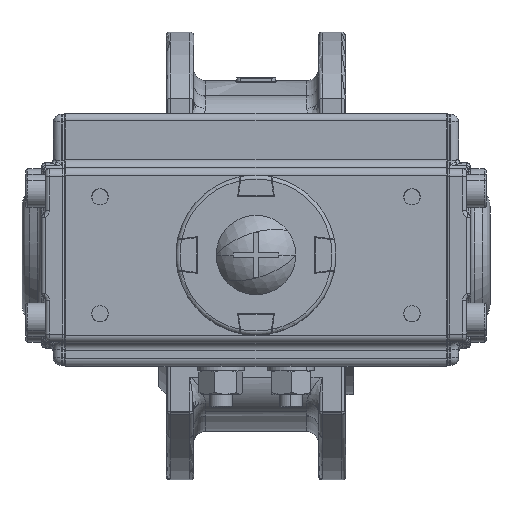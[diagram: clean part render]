
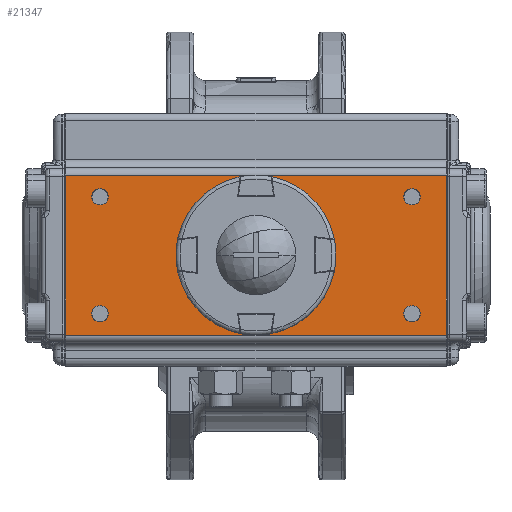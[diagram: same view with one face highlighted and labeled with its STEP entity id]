
A CAD part, top view. The second image highlights one B-rep face of the part: STEP entity #21347.
In plain terms, the highlighted planar face has unit normal (0, 0, 1).
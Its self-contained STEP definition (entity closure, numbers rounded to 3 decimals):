
#21208=CARTESIAN_POINT('',(48.983,22.5,122.));
#21209=DIRECTION('',(-0.,0.,-1.));
#21210=DIRECTION('',(0.,1.,0.));
#21211=AXIS2_PLACEMENT_3D('',#21208,#21209,#21210);
#21212=PLANE('',#21211);
#21213=CARTESIAN_POINT('',(-37.917,-15.,122.));
#21214=VERTEX_POINT('',#21213);
#21215=CARTESIAN_POINT('',(-42.117,-15.,122.));
#21216=VERTEX_POINT('',#21215);
#21217=CARTESIAN_POINT('',(-40.017,-15.,122.));
#21218=DIRECTION('',(0.,-0.,1.));
#21219=DIRECTION('',(1.,-0.,-0.));
#21220=AXIS2_PLACEMENT_3D('',#21217,#21218,#21219);
#21221=CIRCLE('',#21220,2.1);
#21222=EDGE_CURVE('NONE',#21214,#21216,#21221,.T.);
#21223=ORIENTED_EDGE('',*,*,#21222,.F.);
#21224=CARTESIAN_POINT('',(-40.017,-15.,122.));
#21225=DIRECTION('',(0.,-0.,1.));
#21226=DIRECTION('',(1.,-0.,-0.));
#21227=AXIS2_PLACEMENT_3D('',#21224,#21225,#21226);
#21228=CIRCLE('',#21227,2.1);
#21229=EDGE_CURVE('NONE',#21216,#21214,#21228,.T.);
#21230=ORIENTED_EDGE('',*,*,#21229,.F.);
#21231=EDGE_LOOP('',(#21223,#21230));
#21232=FACE_BOUND('',#21231,.T.);
#21233=CARTESIAN_POINT('',(-37.917,15.,122.));
#21234=VERTEX_POINT('',#21233);
#21235=CARTESIAN_POINT('',(-42.117,15.,122.));
#21236=VERTEX_POINT('',#21235);
#21237=CARTESIAN_POINT('',(-40.017,15.,122.));
#21238=DIRECTION('',(0.,-0.,1.));
#21239=DIRECTION('',(1.,-0.,-0.));
#21240=AXIS2_PLACEMENT_3D('',#21237,#21238,#21239);
#21241=CIRCLE('',#21240,2.1);
#21242=EDGE_CURVE('NONE',#21234,#21236,#21241,.T.);
#21243=ORIENTED_EDGE('',*,*,#21242,.F.);
#21244=CARTESIAN_POINT('',(-40.017,15.,122.));
#21245=DIRECTION('',(0.,-0.,1.));
#21246=DIRECTION('',(1.,-0.,-0.));
#21247=AXIS2_PLACEMENT_3D('',#21244,#21245,#21246);
#21248=CIRCLE('',#21247,2.1);
#21249=EDGE_CURVE('NONE',#21236,#21234,#21248,.T.);
#21250=ORIENTED_EDGE('',*,*,#21249,.F.);
#21251=EDGE_LOOP('',(#21243,#21250));
#21252=FACE_BOUND('',#21251,.T.);
#21253=CARTESIAN_POINT('',(42.083,15.,122.));
#21254=VERTEX_POINT('',#21253);
#21255=CARTESIAN_POINT('',(37.883,15.,122.));
#21256=VERTEX_POINT('',#21255);
#21257=CARTESIAN_POINT('',(39.983,15.,122.));
#21258=DIRECTION('',(0.,-0.,1.));
#21259=DIRECTION('',(1.,-0.,-0.));
#21260=AXIS2_PLACEMENT_3D('',#21257,#21258,#21259);
#21261=CIRCLE('',#21260,2.1);
#21262=EDGE_CURVE('NONE',#21254,#21256,#21261,.T.);
#21263=ORIENTED_EDGE('',*,*,#21262,.F.);
#21264=CARTESIAN_POINT('',(39.983,15.,122.));
#21265=DIRECTION('',(0.,-0.,1.));
#21266=DIRECTION('',(1.,-0.,-0.));
#21267=AXIS2_PLACEMENT_3D('',#21264,#21265,#21266);
#21268=CIRCLE('',#21267,2.1);
#21269=EDGE_CURVE('NONE',#21256,#21254,#21268,.T.);
#21270=ORIENTED_EDGE('',*,*,#21269,.F.);
#21271=EDGE_LOOP('',(#21263,#21270));
#21272=FACE_BOUND('',#21271,.T.);
#21273=CARTESIAN_POINT('',(42.083,-15.,122.));
#21274=VERTEX_POINT('',#21273);
#21275=CARTESIAN_POINT('',(37.883,-15.,122.));
#21276=VERTEX_POINT('',#21275);
#21277=CARTESIAN_POINT('',(39.983,-15.,122.));
#21278=DIRECTION('',(0.,-0.,1.));
#21279=DIRECTION('',(1.,-0.,-0.));
#21280=AXIS2_PLACEMENT_3D('',#21277,#21278,#21279);
#21281=CIRCLE('',#21280,2.1);
#21282=EDGE_CURVE('NONE',#21274,#21276,#21281,.T.);
#21283=ORIENTED_EDGE('',*,*,#21282,.F.);
#21284=CARTESIAN_POINT('',(39.983,-15.,122.));
#21285=DIRECTION('',(0.,-0.,1.));
#21286=DIRECTION('',(1.,-0.,-0.));
#21287=AXIS2_PLACEMENT_3D('',#21284,#21285,#21286);
#21288=CIRCLE('',#21287,2.1);
#21289=EDGE_CURVE('NONE',#21276,#21274,#21288,.T.);
#21290=ORIENTED_EDGE('',*,*,#21289,.F.);
#21291=EDGE_LOOP('',(#21283,#21290));
#21292=FACE_BOUND('',#21291,.T.);
#21293=CARTESIAN_POINT('',(-48.817,-20.5,122.));
#21294=VERTEX_POINT('',#21293);
#21295=CARTESIAN_POINT('',(48.783,-20.5,122.));
#21296=VERTEX_POINT('',#21295);
#21297=CARTESIAN_POINT('',(-48.817,-20.5,122.));
#21298=DIRECTION('',(1.,-0.,-0.));
#21299=VECTOR('',#21298,97.6);
#21300=LINE('',#21297,#21299);
#21301=EDGE_CURVE('',#21294,#21296,#21300,.T.);
#21302=ORIENTED_EDGE('',*,*,#21301,.T.);
#21303=CARTESIAN_POINT('',(48.783,20.5,122.));
#21304=VERTEX_POINT('',#21303);
#21305=CARTESIAN_POINT('',(48.783,-20.5,122.));
#21306=DIRECTION('',(0.,1.,0.));
#21307=VECTOR('',#21306,41.);
#21308=LINE('',#21305,#21307);
#21309=EDGE_CURVE('',#21296,#21304,#21308,.T.);
#21310=ORIENTED_EDGE('',*,*,#21309,.T.);
#21311=CARTESIAN_POINT('',(-48.817,20.5,122.));
#21312=VERTEX_POINT('',#21311);
#21313=CARTESIAN_POINT('',(48.783,20.5,122.));
#21314=DIRECTION('',(-1.,0.,0.));
#21315=VECTOR('',#21314,97.6);
#21316=LINE('',#21313,#21315);
#21317=EDGE_CURVE('',#21304,#21312,#21316,.T.);
#21318=ORIENTED_EDGE('',*,*,#21317,.T.);
#21319=CARTESIAN_POINT('',(-48.817,20.5,122.));
#21320=DIRECTION('',(-0.,-1.,-0.));
#21321=VECTOR('',#21320,41.);
#21322=LINE('',#21319,#21321);
#21323=EDGE_CURVE('',#21312,#21294,#21322,.T.);
#21324=ORIENTED_EDGE('',*,*,#21323,.T.);
#21325=EDGE_LOOP('',(#21302,#21310,#21318,#21324));
#21326=FACE_BOUND('',#21325,.T.);
#21327=CARTESIAN_POINT('',(-7.017,0.,122.));
#21328=VERTEX_POINT('',#21327);
#21329=CARTESIAN_POINT('',(6.983,0.,122.));
#21330=VERTEX_POINT('',#21329);
#21331=CARTESIAN_POINT('',(-0.017,0.,122.));
#21332=DIRECTION('',(-0.,0.,-1.));
#21333=DIRECTION('',(-1.,0.,0.));
#21334=AXIS2_PLACEMENT_3D('',#21331,#21332,#21333);
#21335=CIRCLE('',#21334,7.);
#21336=EDGE_CURVE('',#21328,#21330,#21335,.T.);
#21337=ORIENTED_EDGE('',*,*,#21336,.T.);
#21338=CARTESIAN_POINT('',(-0.017,0.,122.));
#21339=DIRECTION('',(-0.,0.,-1.));
#21340=DIRECTION('',(-1.,0.,0.));
#21341=AXIS2_PLACEMENT_3D('',#21338,#21339,#21340);
#21342=CIRCLE('',#21341,7.);
#21343=EDGE_CURVE('',#21330,#21328,#21342,.T.);
#21344=ORIENTED_EDGE('',*,*,#21343,.T.);
#21345=EDGE_LOOP('',(#21337,#21344));
#21346=FACE_BOUND('',#21345,.T.);
#21347=ADVANCED_FACE('',(#21232,#21252,#21272,#21292,#21326,#21346),#21212,.F.);
